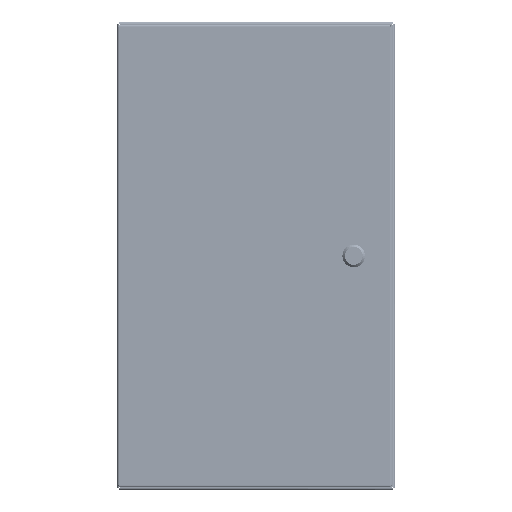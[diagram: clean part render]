
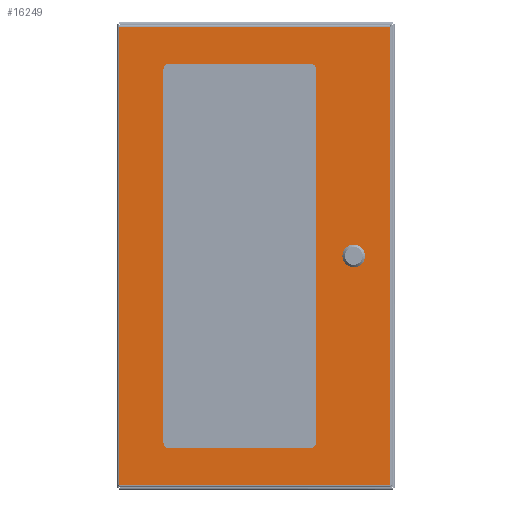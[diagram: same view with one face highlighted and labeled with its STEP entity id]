
A CAD part, top view. The second image highlights one B-rep face of the part: STEP entity #16249.
In plain terms, the highlighted planar face has unit normal (0, 0, 1).
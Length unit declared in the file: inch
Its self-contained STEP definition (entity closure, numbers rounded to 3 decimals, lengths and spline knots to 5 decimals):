
#1006=PLANE($,#17558);
#1830=LINE($,#31169,#3053);
#1836=LINE($,#31251,#3059);
#1851=LINE($,#31351,#3074);
#1866=LINE($,#31450,#3089);
#1879=LINE($,#31541,#3102);
#1880=LINE($,#31545,#3103);
#1881=LINE($,#31549,#3104);
#1882=LINE($,#31552,#3105);
#1883=LINE($,#31557,#3106);
#1884=LINE($,#31561,#3107);
#1885=LINE($,#31565,#3108);
#1886=LINE($,#31568,#3109);
#3053=VECTOR($,#20461,22.2895);
#3059=VECTOR($,#20473,13.1645);
#3074=VECTOR($,#20502,13.1645);
#3089=VECTOR($,#20531,22.2895);
#3102=VECTOR($,#20560,6.91);
#3103=VECTOR($,#20563,18.18);
#3104=VECTOR($,#20566,6.91);
#3105=VECTOR($,#20569,18.18);
#3106=VECTOR($,#20572,0.42712);
#3107=VECTOR($,#20575,0.42712);
#3108=VECTOR($,#20578,0.42712);
#3109=VECTOR($,#20581,0.42712);
#3959=FACE_BOUND($,#5746,.T.);
#3960=FACE_BOUND($,#5747,.T.);
#3961=FACE_BOUND($,#5748,.T.);
#5746=EDGE_LOOP($,(#12672,#12673,#12674,#12675,#12676,#12677,#12678,#12679));
#5747=EDGE_LOOP($,(#12680,#12681,#12682,#12683,#12684,#12685,#12686,#12687));
#5748=EDGE_LOOP($,(#12688,#12689,#12690,#12691));
#6646=CIRCLE($,#17559,0.25);
#6647=CIRCLE($,#17560,0.25);
#6648=CIRCLE($,#17561,0.25);
#6649=CIRCLE($,#17562,0.25);
#6650=CIRCLE($,#17563,0.453);
#6651=CIRCLE($,#17564,0.453);
#6652=CIRCLE($,#17565,0.453);
#6653=CIRCLE($,#17566,0.453);
#7630=VERTEX_POINT($,#31160);
#7631=VERTEX_POINT($,#31168);
#7636=VERTEX_POINT($,#31243);
#7646=VERTEX_POINT($,#31350);
#7662=VERTEX_POINT($,#31537);
#7663=VERTEX_POINT($,#31538);
#7664=VERTEX_POINT($,#31540);
#7665=VERTEX_POINT($,#31542);
#7666=VERTEX_POINT($,#31544);
#7667=VERTEX_POINT($,#31546);
#7668=VERTEX_POINT($,#31548);
#7669=VERTEX_POINT($,#31550);
#7670=VERTEX_POINT($,#31553);
#7671=VERTEX_POINT($,#31554);
#7672=VERTEX_POINT($,#31556);
#7673=VERTEX_POINT($,#31558);
#7674=VERTEX_POINT($,#31560);
#7675=VERTEX_POINT($,#31562);
#7676=VERTEX_POINT($,#31564);
#7677=VERTEX_POINT($,#31566);
#9392=EDGE_CURVE($,#7631,#7630,#1830,.T.);
#9402=EDGE_CURVE($,#7630,#7636,#1836,.T.);
#9421=EDGE_CURVE($,#7646,#7631,#1851,.T.);
#9440=EDGE_CURVE($,#7636,#7646,#1866,.T.);
#9456=EDGE_CURVE($,#7662,#7663,#6646,.T.);
#9457=EDGE_CURVE($,#7663,#7664,#1879,.T.);
#9458=EDGE_CURVE($,#7664,#7665,#6647,.T.);
#9459=EDGE_CURVE($,#7665,#7666,#1880,.T.);
#9460=EDGE_CURVE($,#7666,#7667,#6648,.T.);
#9461=EDGE_CURVE($,#7667,#7668,#1881,.T.);
#9462=EDGE_CURVE($,#7668,#7669,#6649,.T.);
#9463=EDGE_CURVE($,#7669,#7662,#1882,.T.);
#9464=EDGE_CURVE($,#7670,#7671,#6650,.T.);
#9465=EDGE_CURVE($,#7671,#7672,#1883,.T.);
#9466=EDGE_CURVE($,#7672,#7673,#6651,.T.);
#9467=EDGE_CURVE($,#7673,#7674,#1884,.T.);
#9468=EDGE_CURVE($,#7674,#7675,#6652,.T.);
#9469=EDGE_CURVE($,#7675,#7676,#1885,.T.);
#9470=EDGE_CURVE($,#7676,#7677,#6653,.T.);
#9471=EDGE_CURVE($,#7677,#7670,#1886,.T.);
#12672=ORIENTED_EDGE($,*,*,#9456,.T.);
#12673=ORIENTED_EDGE($,*,*,#9457,.T.);
#12674=ORIENTED_EDGE($,*,*,#9458,.T.);
#12675=ORIENTED_EDGE($,*,*,#9459,.T.);
#12676=ORIENTED_EDGE($,*,*,#9460,.T.);
#12677=ORIENTED_EDGE($,*,*,#9461,.T.);
#12678=ORIENTED_EDGE($,*,*,#9462,.T.);
#12679=ORIENTED_EDGE($,*,*,#9463,.T.);
#12680=ORIENTED_EDGE($,*,*,#9464,.T.);
#12681=ORIENTED_EDGE($,*,*,#9465,.T.);
#12682=ORIENTED_EDGE($,*,*,#9466,.T.);
#12683=ORIENTED_EDGE($,*,*,#9467,.T.);
#12684=ORIENTED_EDGE($,*,*,#9468,.T.);
#12685=ORIENTED_EDGE($,*,*,#9469,.T.);
#12686=ORIENTED_EDGE($,*,*,#9470,.T.);
#12687=ORIENTED_EDGE($,*,*,#9471,.T.);
#12688=ORIENTED_EDGE($,*,*,#9392,.T.);
#12689=ORIENTED_EDGE($,*,*,#9402,.T.);
#12690=ORIENTED_EDGE($,*,*,#9440,.T.);
#12691=ORIENTED_EDGE($,*,*,#9421,.T.);
#16249=ADVANCED_FACE($,(#3959,#3960,#3961),#1006,.T.);
#17558=AXIS2_PLACEMENT_3D($,#31536,#20556,#20557);
#17559=AXIS2_PLACEMENT_3D($,#31539,#20558,#20559);
#17560=AXIS2_PLACEMENT_3D($,#31543,#20561,#20562);
#17561=AXIS2_PLACEMENT_3D($,#31547,#20564,#20565);
#17562=AXIS2_PLACEMENT_3D($,#31551,#20567,#20568);
#17563=AXIS2_PLACEMENT_3D($,#31555,#20570,#20571);
#17564=AXIS2_PLACEMENT_3D($,#31559,#20573,#20574);
#17565=AXIS2_PLACEMENT_3D($,#31563,#20576,#20577);
#17566=AXIS2_PLACEMENT_3D($,#31567,#20579,#20580);
#20461=DIRECTION($,(0.,-1.,0.));
#20473=DIRECTION($,(1.,0.,0.));
#20502=DIRECTION($,(-1.,0.,0.));
#20531=DIRECTION($,(0.,1.,0.));
#20556=DIRECTION('center_axis',(0.,0.,1.));
#20557=DIRECTION('ref_axis',(1.,0.,0.));
#20558=DIRECTION('center_axis',(0.,0.,-1.));
#20559=DIRECTION('ref_axis',(0.,-1.,0.));
#20560=DIRECTION($,(1.,0.,0.));
#20561=DIRECTION('center_axis',(0.,0.,-1.));
#20562=DIRECTION('ref_axis',(-1.,0.,0.));
#20563=DIRECTION($,(0.,-1.,0.));
#20564=DIRECTION('center_axis',(0.,0.,-1.));
#20565=DIRECTION('ref_axis',(0.,1.,0.));
#20566=DIRECTION($,(-1.,0.,0.));
#20567=DIRECTION('center_axis',(0.,0.,-1.));
#20568=DIRECTION('ref_axis',(1.,0.,0.));
#20569=DIRECTION($,(0.,1.,0.));
#20570=DIRECTION('center_axis',(0.,0.,-1.));
#20571=DIRECTION('ref_axis',(0.882,0.471,0.));
#20572=DIRECTION($,(0.,-1.,0.));
#20573=DIRECTION('center_axis',(0.,0.,-1.));
#20574=DIRECTION('ref_axis',(0.471,-0.882,0.));
#20575=DIRECTION($,(-1.,0.,0.));
#20576=DIRECTION('center_axis',(0.,0.,-1.));
#20577=DIRECTION('ref_axis',(-0.882,-0.471,0.));
#20578=DIRECTION($,(0.,1.,0.));
#20579=DIRECTION('center_axis',(0.,0.,-1.));
#20580=DIRECTION('ref_axis',(-0.471,0.882,0.));
#20581=DIRECTION($,(1.,0.,0.));
#31160=CARTESIAN_POINT('',(0.10525,-22.39475,0.074));
#31168=CARTESIAN_POINT('',(0.10525,-0.10525,0.074));
#31169=CARTESIAN_POINT($,(0.10525,-5.67763,0.074));
#31243=CARTESIAN_POINT('',(13.26975,-22.39475,0.074));
#31251=CARTESIAN_POINT($,(3.39638,-22.39475,0.074));
#31350=CARTESIAN_POINT('',(13.26975,-0.10525,0.074));
#31351=CARTESIAN_POINT($,(9.97863,-0.10525,0.074));
#31450=CARTESIAN_POINT($,(13.26975,-16.82238,0.074));
#31536=CARTESIAN_POINT('Origin',(6.6875,-11.25,0.074));
#31537=CARTESIAN_POINT('',(2.25,-2.16,0.074));
#31538=CARTESIAN_POINT('',(2.5,-1.91,0.074));
#31539=CARTESIAN_POINT('Origin',(2.5,-2.16,0.074));
#31540=CARTESIAN_POINT('',(9.41,-1.91,0.074));
#31541=CARTESIAN_POINT($,(4.59375,-1.91,0.074));
#31542=CARTESIAN_POINT('',(9.66,-2.16,0.074));
#31543=CARTESIAN_POINT('Origin',(9.41,-2.16,0.074));
#31544=CARTESIAN_POINT('',(9.66,-20.34,0.074));
#31545=CARTESIAN_POINT($,(9.66,-6.705,0.074));
#31546=CARTESIAN_POINT('',(9.41,-20.59,0.074));
#31547=CARTESIAN_POINT('Origin',(9.41,-20.34,0.074));
#31548=CARTESIAN_POINT('',(2.5,-20.59,0.074));
#31549=CARTESIAN_POINT($,(8.04875,-20.59,0.074));
#31550=CARTESIAN_POINT('',(2.25,-20.34,0.074));
#31551=CARTESIAN_POINT('Origin',(2.5,-20.34,0.074));
#31552=CARTESIAN_POINT($,(2.25,-15.795,0.074));
#31553=CARTESIAN_POINT('',(11.71362,-10.8505,0.074));
#31554=CARTESIAN_POINT('',(11.8995,-11.03644,0.074));
#31555=CARTESIAN_POINT('Origin',(11.49998,-11.24995,0.074));
#31556=CARTESIAN_POINT('',(11.8995,-11.46356,0.074));
#31557=CARTESIAN_POINT($,(11.8995,-11.35678,0.074));
#31558=CARTESIAN_POINT('',(11.71356,-11.6495,0.074));
#31559=CARTESIAN_POINT('Origin',(11.5,-11.25,0.074));
#31560=CARTESIAN_POINT('',(11.28644,-11.6495,0.074));
#31561=CARTESIAN_POINT($,(8.98697,-11.6495,0.074));
#31562=CARTESIAN_POINT('',(11.1005,-11.46356,0.074));
#31563=CARTESIAN_POINT('Origin',(11.5,-11.25,0.074));
#31564=CARTESIAN_POINT('',(11.1005,-11.03644,0.074));
#31565=CARTESIAN_POINT($,(11.1005,-11.14322,0.074));
#31566=CARTESIAN_POINT('',(11.2865,-10.8505,0.074));
#31567=CARTESIAN_POINT('Origin',(11.49998,-11.25005,0.074));
#31568=CARTESIAN_POINT($,(9.20056,-10.8505,0.074));
